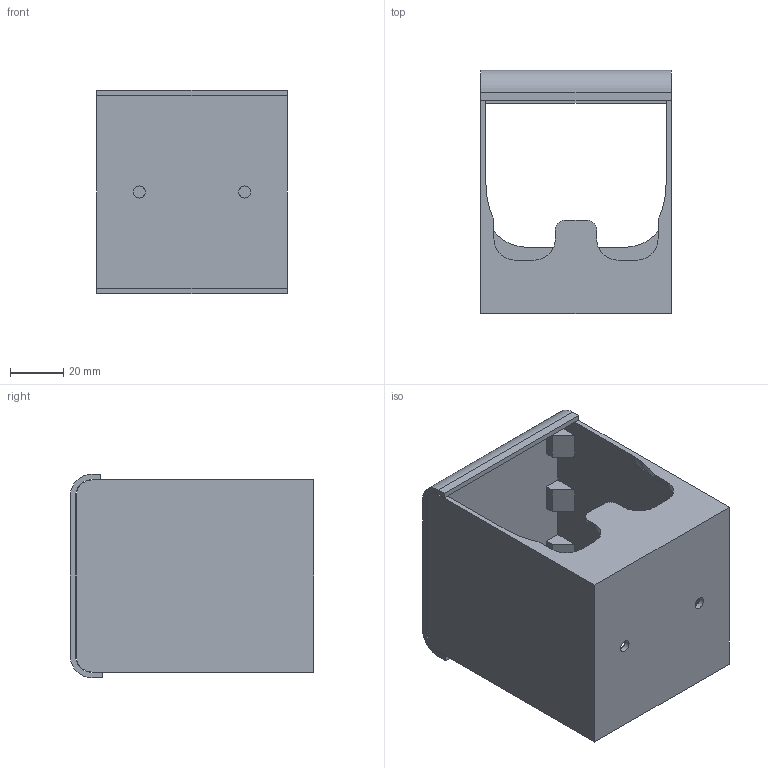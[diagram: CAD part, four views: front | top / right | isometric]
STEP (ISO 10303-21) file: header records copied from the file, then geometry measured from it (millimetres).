
FILE_DESCRIPTION(/* description */ (''),/* implementation_level */ '2;1');
FILE_NAME(/* name */ 'Ventilhalter v4.step',/* time_stamp */ '2025-04-06T09:08:52+02:00',/* author */ (''),/* organization */ (''),/* preprocessor_version */ 'ST-DEVELOPER v20.1',/* originating_system */ 'Autodesk Translation Framework v14.4.0.0',/* authorisation */ '');
FILE_SCHEMA (('AUTOMOTIVE_DESIGN { 1 0 10303 214 3 1 1 }'));
Length unit declared in the file: millimetre
Products named in the file (1): Ventilhalter
Bounding box: 71.5 x 91.2 x 76.4 mm (x, y, z)
Volume: 61708.5 mm3; surface area: 57158.1 mm2
Topology: 2 solids, 2 shells, 128 faces, 324 edges, 204 vertices
Faces by surface type: plane 68, cylinder 52, torus 4, bspline 4
Full cylindrical faces by diameter (mm): 3.5 x6, 4 x6, 4.5 x2, 12 x2, 16 x2
Entity records: 4020 total; most frequent: CARTESIAN_POINT 827, DIRECTION 670, ORIENTED_EDGE 640, EDGE_CURVE 320, AXIS2_PLACEMENT_3D 231, LINE 208, VECTOR 208, VERTEX_POINT 204
